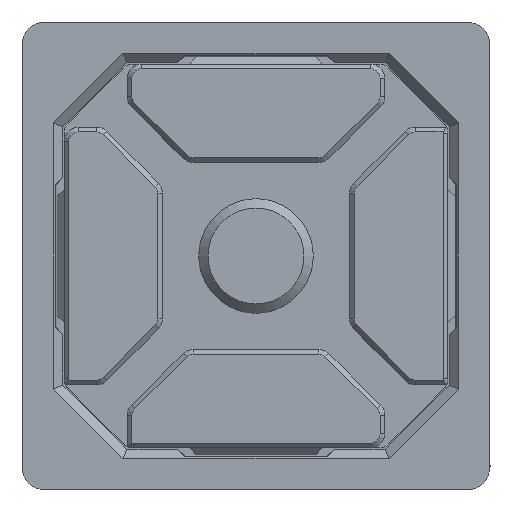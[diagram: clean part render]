
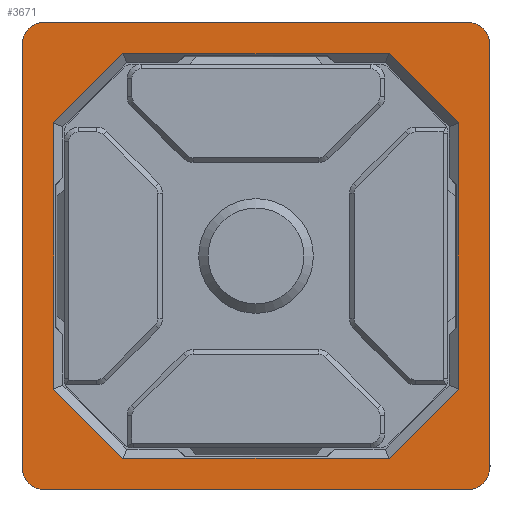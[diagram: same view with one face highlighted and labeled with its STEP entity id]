
A CAD part, left-side view. The second image highlights one B-rep face of the part: STEP entity #3671.
In plain terms, the highlighted planar face has unit normal (-1, 0, 0).
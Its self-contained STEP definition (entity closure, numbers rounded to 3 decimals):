
#144=FACE_BOUND('',#655,.T.);
#236=CIRCLE('',#3986,1.);
#237=CIRCLE('',#3989,1.);
#238=CIRCLE('',#3992,1.);
#239=CIRCLE('',#3995,1.);
#443=FACE_OUTER_BOUND('',#654,.T.);
#654=EDGE_LOOP('',(#3320,#3321,#3322,#3323,#3324,#3325,#3326,#3327));
#655=EDGE_LOOP('',(#3328,#3329,#3330,#3331,#3332,#3333,#3334,#3335));
#915=LINE('',#5749,#1307);
#1023=LINE('',#6530,#1415);
#1026=LINE('',#6535,#1418);
#1028=LINE('',#6539,#1420);
#1030=LINE('',#6543,#1422);
#1032=LINE('',#6547,#1424);
#1035=LINE('',#6553,#1427);
#1038=LINE('',#6561,#1430);
#1041=LINE('',#6569,#1433);
#1044=LINE('',#6577,#1436);
#1046=LINE('',#6582,#1438);
#1047=LINE('',#6585,#1439);
#1307=VECTOR('',#4743,10.);
#1415=VECTOR('',#4933,10.);
#1418=VECTOR('',#4938,10.);
#1420=VECTOR('',#4942,10.);
#1422=VECTOR('',#4946,10.);
#1424=VECTOR('',#4950,10.);
#1427=VECTOR('',#4955,10.);
#1430=VECTOR('',#4964,10.);
#1433=VECTOR('',#4973,10.);
#1436=VECTOR('',#4982,10.);
#1438=VECTOR('',#4990,10.);
#1439=VECTOR('',#4995,10.);
#1669=VERTEX_POINT('',#5747);
#1670=VERTEX_POINT('',#5748);
#1753=VERTEX_POINT('',#6528);
#1754=VERTEX_POINT('',#6529);
#1755=VERTEX_POINT('',#6534);
#1756=VERTEX_POINT('',#6538);
#1757=VERTEX_POINT('',#6542);
#1758=VERTEX_POINT('',#6546);
#1759=VERTEX_POINT('',#6550);
#1760=VERTEX_POINT('',#6552);
#1761=VERTEX_POINT('',#6556);
#1762=VERTEX_POINT('',#6560);
#1763=VERTEX_POINT('',#6564);
#1764=VERTEX_POINT('',#6568);
#1765=VERTEX_POINT('',#6572);
#1766=VERTEX_POINT('',#6576);
#2127=EDGE_CURVE('',#1669,#1670,#915,.T.);
#2261=EDGE_CURVE('',#1753,#1754,#1023,.T.);
#2264=EDGE_CURVE('',#1754,#1755,#1026,.T.);
#2266=EDGE_CURVE('',#1755,#1756,#1028,.T.);
#2268=EDGE_CURVE('',#1756,#1757,#1030,.T.);
#2270=EDGE_CURVE('',#1757,#1758,#1032,.T.);
#2273=EDGE_CURVE('',#1760,#1759,#1035,.T.);
#2275=EDGE_CURVE('',#1761,#1760,#236,.T.);
#2277=EDGE_CURVE('',#1762,#1761,#1038,.T.);
#2279=EDGE_CURVE('',#1763,#1762,#237,.T.);
#2281=EDGE_CURVE('',#1764,#1763,#1041,.T.);
#2283=EDGE_CURVE('',#1765,#1764,#238,.T.);
#2285=EDGE_CURVE('',#1766,#1765,#1044,.T.);
#2287=EDGE_CURVE('',#1759,#1766,#239,.T.);
#2288=EDGE_CURVE('',#1758,#1669,#1046,.T.);
#2289=EDGE_CURVE('',#1670,#1753,#1047,.T.);
#3320=ORIENTED_EDGE('',*,*,#2287,.T.);
#3321=ORIENTED_EDGE('',*,*,#2285,.T.);
#3322=ORIENTED_EDGE('',*,*,#2283,.T.);
#3323=ORIENTED_EDGE('',*,*,#2281,.T.);
#3324=ORIENTED_EDGE('',*,*,#2279,.T.);
#3325=ORIENTED_EDGE('',*,*,#2277,.T.);
#3326=ORIENTED_EDGE('',*,*,#2275,.T.);
#3327=ORIENTED_EDGE('',*,*,#2273,.T.);
#3328=ORIENTED_EDGE('',*,*,#2127,.F.);
#3329=ORIENTED_EDGE('',*,*,#2288,.F.);
#3330=ORIENTED_EDGE('',*,*,#2270,.F.);
#3331=ORIENTED_EDGE('',*,*,#2268,.F.);
#3332=ORIENTED_EDGE('',*,*,#2266,.F.);
#3333=ORIENTED_EDGE('',*,*,#2264,.F.);
#3334=ORIENTED_EDGE('',*,*,#2261,.F.);
#3335=ORIENTED_EDGE('',*,*,#2289,.F.);
#3467=PLANE('',#3999);
#3671=ADVANCED_FACE('',(#443,#144),#3467,.T.);
#3986=AXIS2_PLACEMENT_3D('',#6557,#4959,#4960);
#3989=AXIS2_PLACEMENT_3D('',#6565,#4968,#4969);
#3992=AXIS2_PLACEMENT_3D('',#6573,#4977,#4978);
#3995=AXIS2_PLACEMENT_3D('',#6580,#4986,#4987);
#3999=AXIS2_PLACEMENT_3D('',#6586,#4996,#4997);
#4743=DIRECTION('',(0.,-0.707,0.707));
#4933=DIRECTION('',(0.,0.707,0.707));
#4938=DIRECTION('',(0.,1.,0.));
#4942=DIRECTION('',(0.,0.707,-0.707));
#4946=DIRECTION('',(0.,0.,-1.));
#4950=DIRECTION('',(0.,-0.707,-0.707));
#4955=DIRECTION('',(0.,-1.,0.));
#4959=DIRECTION('center_axis',(-1.,0.,0.));
#4960=DIRECTION('ref_axis',(0.,1.,0.));
#4964=DIRECTION('',(0.,0.,-1.));
#4968=DIRECTION('center_axis',(-1.,0.,0.));
#4969=DIRECTION('ref_axis',(0.,0.,1.));
#4973=DIRECTION('',(0.,1.,0.));
#4977=DIRECTION('center_axis',(-1.,0.,0.));
#4978=DIRECTION('ref_axis',(0.,-1.,0.));
#4982=DIRECTION('',(0.,0.,1.));
#4986=DIRECTION('center_axis',(-1.,0.,0.));
#4987=DIRECTION('ref_axis',(0.,0.,-1.));
#4990=DIRECTION('',(0.,-1.,0.));
#4995=DIRECTION('',(0.,0.,1.));
#4996=DIRECTION('center_axis',(-1.,0.,0.));
#4997=DIRECTION('ref_axis',(0.,-1.,0.));
#5747=CARTESIAN_POINT('',(600.,-5.686,-8.65));
#5748=CARTESIAN_POINT('',(600.,-8.65,-5.686));
#5749=CARTESIAN_POINT('',(600.,-7.843,-6.493));
#6528=CARTESIAN_POINT('',(600.,-8.65,5.686));
#6529=CARTESIAN_POINT('',(600.,-5.686,8.65));
#6530=CARTESIAN_POINT('',(600.,-6.493,7.843));
#6534=CARTESIAN_POINT('',(600.,5.686,8.65));
#6535=CARTESIAN_POINT('',(600.,2.75,8.65));
#6538=CARTESIAN_POINT('',(600.,8.65,5.686));
#6539=CARTESIAN_POINT('',(600.,7.843,6.493));
#6542=CARTESIAN_POINT('',(600.,8.65,-5.686));
#6543=CARTESIAN_POINT('',(600.,8.65,-2.75));
#6546=CARTESIAN_POINT('',(600.,5.686,-8.65));
#6547=CARTESIAN_POINT('',(600.,6.493,-7.843));
#6550=CARTESIAN_POINT('',(600.,-9.,-10.));
#6552=CARTESIAN_POINT('',(600.,9.,-10.));
#6553=CARTESIAN_POINT('',(600.,9.,-10.));
#6556=CARTESIAN_POINT('',(600.,10.,-9.));
#6557=CARTESIAN_POINT('Origin',(600.,9.,-9.));
#6560=CARTESIAN_POINT('',(600.,10.,9.));
#6561=CARTESIAN_POINT('',(600.,10.,9.));
#6564=CARTESIAN_POINT('',(600.,9.,10.));
#6565=CARTESIAN_POINT('Origin',(600.,9.,9.));
#6568=CARTESIAN_POINT('',(600.,-9.,10.));
#6569=CARTESIAN_POINT('',(600.,-9.,10.));
#6572=CARTESIAN_POINT('',(600.,-10.,9.));
#6573=CARTESIAN_POINT('Origin',(600.,-9.,9.));
#6576=CARTESIAN_POINT('',(600.,-10.,-9.));
#6577=CARTESIAN_POINT('',(600.,-10.,-9.));
#6580=CARTESIAN_POINT('Origin',(600.,-9.,-9.));
#6582=CARTESIAN_POINT('',(600.,-2.75,-8.65));
#6585=CARTESIAN_POINT('',(600.,-8.65,2.75));
#6586=CARTESIAN_POINT('Origin',(600.,0.,0.));
